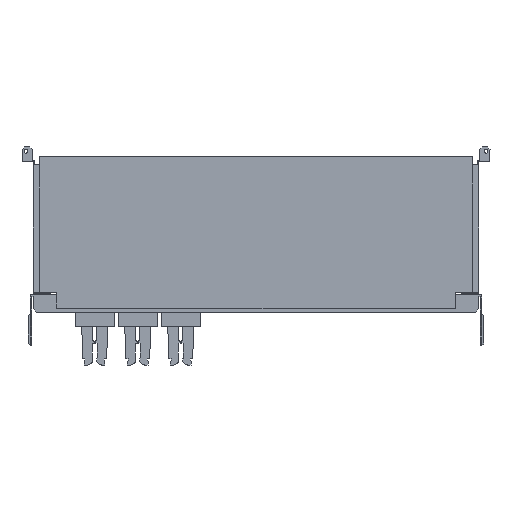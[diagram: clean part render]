
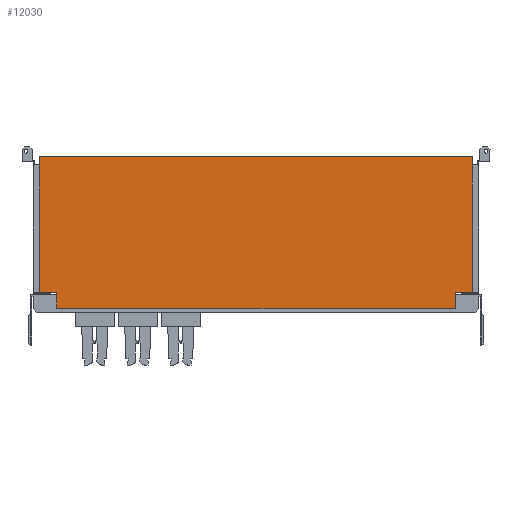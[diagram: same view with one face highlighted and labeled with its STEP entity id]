
A CAD part, front view. The second image highlights one B-rep face of the part: STEP entity #12030.
In plain terms, the highlighted planar face has unit normal (0, -1, 0).
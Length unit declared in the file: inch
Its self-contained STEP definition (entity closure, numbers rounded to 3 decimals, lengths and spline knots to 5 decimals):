
#10763=DIRECTION('',(1.,0.,0.));
#10764=VECTOR('',#10763,18.22835);
#10765=CARTESIAN_POINT('',(-10.54619,5.41906,
11.4769));
#10766=LINE('',#10765,#10764);
#10770=DIRECTION('',(0.,0.,-1.));
#10771=VECTOR('',#10770,0.72835);
#10772=CARTESIAN_POINT('',(-10.54616,5.41906,
12.20525));
#10773=LINE('',#10772,#10771);
#10868=DIRECTION('',(-1.,0.,0.));
#10869=VECTOR('',#10868,19.80315);
#10870=CARTESIAN_POINT('',(8.46982,5.41909,18.40533));
#10871=LINE('',#10870,#10869);
#11001=DIRECTION('',(0.,0.,1.));
#11002=VECTOR('',#11001,6.20079);
#11003=CARTESIAN_POINT('',(8.46958,5.41909,12.20454));
#11004=LINE('',#11003,#11002);
#11015=DIRECTION('',(1.,0.,0.));
#11016=VECTOR('',#11015,0.74803);
#11017=CARTESIAN_POINT('',(7.72155,5.41909,12.20457));
#11018=LINE('',#11017,#11016);
#11050=DIRECTION('',(0.,0.,1.));
#11051=VECTOR('',#11050,0.68898);
#11052=CARTESIAN_POINT('',(7.68215,5.41909,11.47622));
#11053=LINE('',#11052,#11051);
#11064=CARTESIAN_POINT('',(7.72155,5.41909,12.1652));
#11065=DIRECTION('',(0.,-1.,0.));
#11066=DIRECTION('',(0.,0.,1.));
#11067=AXIS2_PLACEMENT_3D('',#11064,#11065,#11066);
#11072=DIRECTION('',(-1.,0.,0.));
#11073=VECTOR('',#11072,0.7874);
#11074=CARTESIAN_POINT('',(-10.54616,5.41906,
12.20525));
#11075=LINE('',#11074,#11073);
#11079=DIRECTION('',(0.,0.,1.));
#11080=VECTOR('',#11079,6.20079);
#11081=CARTESIAN_POINT('',(-11.33357,5.41906,
12.20528));
#11082=LINE('',#11081,#11080);
#11526=CARTESIAN_POINT('',(-10.54619,5.41906,
11.4769));
#11527=VERTEX_POINT('',#11526);
#11528=CARTESIAN_POINT('',(7.68215,5.41909,11.47622));
#11529=VERTEX_POINT('',#11528);
#11530=CARTESIAN_POINT('',(-10.54616,5.41906,
12.20525));
#11531=VERTEX_POINT('',#11530);
#11532=CARTESIAN_POINT('',(-11.33357,5.41906,
12.20528));
#11533=VERTEX_POINT('',#11532);
#11534=CARTESIAN_POINT('',(-11.33333,5.41906,
18.40607));
#11535=VERTEX_POINT('',#11534);
#11548=CARTESIAN_POINT('',(8.46982,5.41909,18.40533));
#11549=VERTEX_POINT('',#11548);
#11562=CARTESIAN_POINT('',(8.46958,5.41909,12.20454));
#11563=VERTEX_POINT('',#11562);
#11564=CARTESIAN_POINT('',(7.72155,5.41909,12.20457));
#11565=VERTEX_POINT('',#11564);
#11566=CARTESIAN_POINT('',(7.68218,5.41909,12.1652));
#11567=VERTEX_POINT('',#11566);
#12014=CARTESIAN_POINT('',(-11.83262,5.41906,
11.29979));
#12015=DIRECTION('',(0.,-1.,0.));
#12016=DIRECTION('',(1.,0.,0.));
#12017=AXIS2_PLACEMENT_3D('',#12014,#12015,#12016);
#12018=PLANE('',#12017);
#12019=ORIENTED_EDGE('',*,*,#11839,.F.);
#12020=ORIENTED_EDGE('',*,*,#11966,.F.);
#12021=ORIENTED_EDGE('',*,*,#11980,.F.);
#12022=ORIENTED_EDGE('',*,*,#11994,.T.);
#12023=ORIENTED_EDGE('',*,*,#12007,.F.);
#12024=ORIENTED_EDGE('',*,*,#11768,.F.);
#12025=ORIENTED_EDGE('',*,*,#11783,.F.);
#12026=ORIENTED_EDGE('',*,*,#11796,.T.);
#12027=ORIENTED_EDGE('',*,*,#11810,.T.);
#12028=EDGE_LOOP('',(#12019,#12020,#12021,#12022,#12023,#12024,#12025,#12026,
#12027));
#12029=FACE_OUTER_BOUND('',#12028,.F.);
#11068=CIRCLE('',#11067,0.03937);
#11768=EDGE_CURVE('',#11527,#11529,#10766,.T.);
#11783=EDGE_CURVE('',#11531,#11527,#10773,.T.);
#11796=EDGE_CURVE('',#11531,#11533,#11075,.T.);
#11810=EDGE_CURVE('',#11533,#11535,#11082,.T.);
#11839=EDGE_CURVE('',#11549,#11535,#10871,.T.);
#11966=EDGE_CURVE('',#11563,#11549,#11004,.T.);
#11980=EDGE_CURVE('',#11565,#11563,#11018,.T.);
#11994=EDGE_CURVE('',#11565,#11567,#11068,.T.);
#12007=EDGE_CURVE('',#11529,#11567,#11053,.T.);
#12030=ADVANCED_FACE('',(#12029),#12018,.T.);
